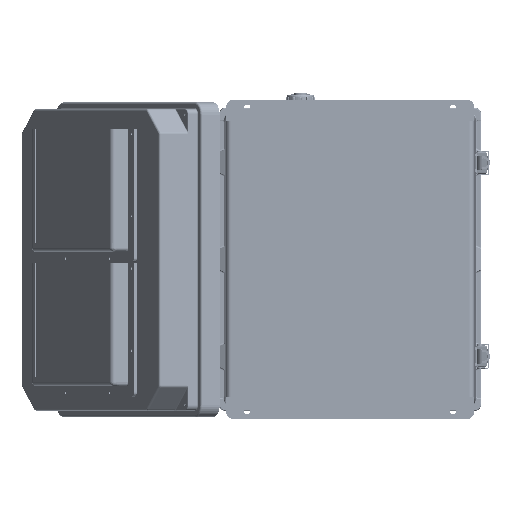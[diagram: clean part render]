
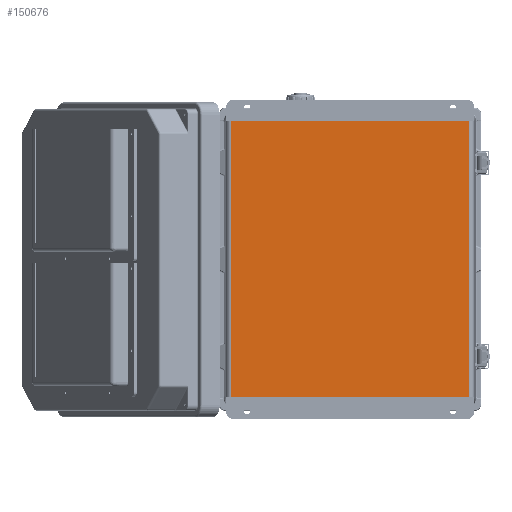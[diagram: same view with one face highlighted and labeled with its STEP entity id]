
A CAD part, front view. The second image highlights one B-rep face of the part: STEP entity #150676.
In plain terms, the highlighted planar face has unit normal (0, -1, 0).
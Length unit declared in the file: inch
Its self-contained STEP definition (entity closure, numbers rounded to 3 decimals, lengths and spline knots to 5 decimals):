
#757 = ORIENTED_EDGE ( 'NONE', *, *, #72921, .T. ) ;
#4498 = ORIENTED_EDGE ( 'NONE', *, *, #149469, .T. ) ;
#5297 = CARTESIAN_POINT ( 'NONE',  ( 5.78771, 0.05906, -14.4685 ) ) ;
#9411 = LINE ( 'NONE', #152196, #119876 ) ;
#22463 = ORIENTED_EDGE ( 'NONE', *, *, #56807, .F. ) ;
#22715 = ORIENTED_EDGE ( 'NONE', *, *, #36313, .F. ) ;
#25224 = CARTESIAN_POINT ( 'NONE',  ( 6.11811, 0.05906, -14.4685 ) ) ;
#29476 = CARTESIAN_POINT ( 'NONE',  ( -5.78771, 0.05906, -1.04331 ) ) ;
#32749 = AXIS2_PLACEMENT_3D ( 'NONE', #94801, #40347, #137194 ) ;
#33913 = CARTESIAN_POINT ( 'NONE',  ( -5.78771, 0.05906, -1.04331 ) ) ;
#34827 = FACE_OUTER_BOUND ( 'NONE', #104977, .T. ) ;
#36313 = EDGE_CURVE ( 'NONE', #156787, #41351, #130826, .T. ) ;
#40347 = DIRECTION ( 'NONE',  ( 0., 1., 0. ) ) ;
#41351 = VERTEX_POINT ( 'NONE', #29476 ) ;
#52491 = LINE ( 'NONE', #161524, #85031 ) ;
#56807 = EDGE_CURVE ( 'NONE', #144367, #156787, #116324, .T. ) ;
#63921 = CARTESIAN_POINT ( 'NONE',  ( -5.78771, 0.05906, -14.4685 ) ) ;
#72921 = EDGE_CURVE ( 'NONE', #172610, #41351, #52491, .T. ) ;
#85031 = VECTOR ( 'NONE', #119757, 39.37008 ) ;
#92318 = CARTESIAN_POINT ( 'NONE',  ( 5.78771, 0.05906, -1.04331 ) ) ;
#93962 = VECTOR ( 'NONE', #157398, 39.37008 ) ;
#94801 = CARTESIAN_POINT ( 'NONE',  ( 6.11811, 0.05906, -1.04331 ) ) ;
#104977 = EDGE_LOOP ( 'NONE', ( #22715, #22463, #4498, #757 ) ) ;
#108099 = DIRECTION ( 'NONE',  ( -1., 0., 0. ) ) ;
#109291 = PLANE ( 'NONE',  #32749 ) ;
#116324 = LINE ( 'NONE', #25224, #157499 ) ;
#119757 = DIRECTION ( 'NONE',  ( -1., 0., 0. ) ) ;
#119876 = VECTOR ( 'NONE', #126717, 39.37008 ) ;
#126717 = DIRECTION ( 'NONE',  ( 0., 0., 1. ) ) ;
#130826 = LINE ( 'NONE', #33913, #93962 ) ;
#137194 = DIRECTION ( 'NONE',  ( 0., 0., 1. ) ) ;
#144367 = VERTEX_POINT ( 'NONE', #5297 ) ;
#149469 = EDGE_CURVE ( 'NONE', #144367, #172610, #9411, .T. ) ;
#150676 = ADVANCED_FACE ( 'NONE', ( #34827 ), #109291, .F. ) ;
#152196 = CARTESIAN_POINT ( 'NONE',  ( 5.78771, 0.05906, -1.04331 ) ) ;
#156787 = VERTEX_POINT ( 'NONE', #63921 ) ;
#157398 = DIRECTION ( 'NONE',  ( 0., 0., 1. ) ) ;
#157499 = VECTOR ( 'NONE', #108099, 39.37008 ) ;
#161524 = CARTESIAN_POINT ( 'NONE',  ( 6.11811, 0.05906, -1.04331 ) ) ;
#172610 = VERTEX_POINT ( 'NONE', #92318 ) ;
